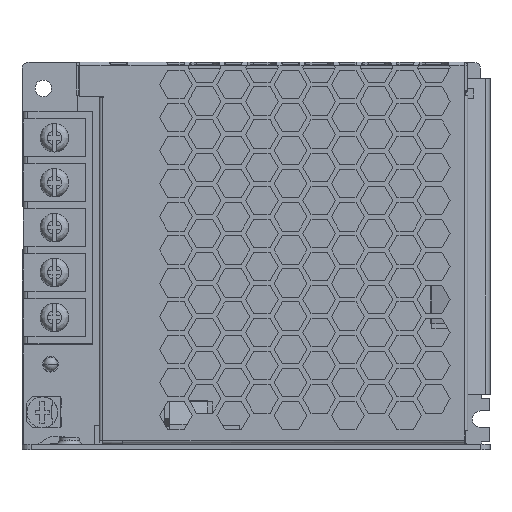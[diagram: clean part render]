
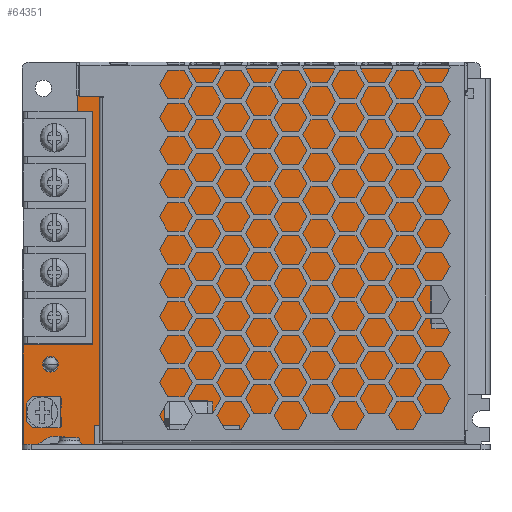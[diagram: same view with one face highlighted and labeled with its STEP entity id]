
A CAD part, top view. The second image highlights one B-rep face of the part: STEP entity #64351.
In plain terms, the highlighted planar face has unit normal (0, 0, 1).
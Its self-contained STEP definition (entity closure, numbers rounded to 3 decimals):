
#64074=DIRECTION('',(0.,1.,0.));
#64075=VECTOR('',#64074,70.4);
#64076=CARTESIAN_POINT('',(-269.417,204.625,
0.));
#64077=LINE('',#64076,#64075);
#64081=DIRECTION('',(1.,0.,0.));
#64082=VECTOR('',#64081,11.483);
#64083=CARTESIAN_POINT('',(-269.417,275.025,
0.));
#64084=LINE('',#64083,#64082);
#64088=DIRECTION('',(0.,1.,0.));
#64089=VECTOR('',#64088,4.062);
#64090=CARTESIAN_POINT('',(-223.617,204.625,0.));
#64091=LINE('',#64090,#64089);
#64095=DIRECTION('',(-1.,0.,0.));
#64096=VECTOR('',#64095,30.8);
#64097=CARTESIAN_POINT('',(-223.617,208.687,0.));
#64098=LINE('',#64097,#64096);
#64102=DIRECTION('',(0.,-1.,0.));
#64103=VECTOR('',#64102,4.062);
#64104=CARTESIAN_POINT('',(-254.417,208.687,0.));
#64105=LINE('',#64104,#64103);
#64130=DIRECTION('',(1.,0.,0.));
#64131=VECTOR('',#64130,15.);
#64132=CARTESIAN_POINT('',(-269.417,204.625,
0.));
#64133=LINE('',#64132,#64131);
#64214=DIRECTION('',(0.,-1.,0.));
#64215=VECTOR('',#64214,9.);
#64216=CARTESIAN_POINT('',(-257.934,284.025,0.));
#64217=LINE('',#64216,#64215);
#64228=DIRECTION('',(-1.,0.,0.));
#64229=VECTOR('',#64228,80.517);
#64230=CARTESIAN_POINT('',(-177.417,284.025,0.));
#64231=LINE('',#64230,#64229);
#64235=DIRECTION('',(0.,1.,0.));
#64236=VECTOR('',#64235,79.4);
#64237=CARTESIAN_POINT('',(-177.417,204.625,0.));
#64238=LINE('',#64237,#64236);
#64256=DIRECTION('',(1.,0.,0.));
#64257=VECTOR('',#64256,46.2);
#64258=CARTESIAN_POINT('',(-223.617,204.625,0.));
#64259=LINE('',#64258,#64257);
#64284=CARTESIAN_POINT('',(-269.417,275.025,
0.));
#64285=CARTESIAN_POINT('',(-257.934,275.025,0.));
#64286=VERTEX_POINT('',#64284);
#64287=VERTEX_POINT('',#64285);
#64288=CARTESIAN_POINT('',(-257.934,284.025,0.));
#64289=VERTEX_POINT('',#64288);
#64290=CARTESIAN_POINT('',(-177.417,284.025,0.));
#64291=VERTEX_POINT('',#64290);
#64292=CARTESIAN_POINT('',(-177.417,204.625,0.));
#64293=VERTEX_POINT('',#64292);
#64294=CARTESIAN_POINT('',(-223.617,204.625,0.));
#64295=VERTEX_POINT('',#64294);
#64296=CARTESIAN_POINT('',(-223.617,208.687,0.));
#64297=VERTEX_POINT('',#64296);
#64298=CARTESIAN_POINT('',(-254.417,208.687,0.));
#64299=VERTEX_POINT('',#64298);
#64300=CARTESIAN_POINT('',(-254.417,204.625,0.));
#64301=VERTEX_POINT('',#64300);
#64302=CARTESIAN_POINT('',(-269.417,204.625,
0.));
#64303=VERTEX_POINT('',#64302);
#64324=CARTESIAN_POINT('',(0.,0.,0.));
#64325=DIRECTION('',(0.,0.,1.));
#64326=DIRECTION('',(1.,0.,0.));
#64327=AXIS2_PLACEMENT_3D('',#64324,#64325,#64326);
#64328=PLANE('',#64327);
#64330=ORIENTED_EDGE('',*,*,#64329,.T.);
#64332=ORIENTED_EDGE('',*,*,#64331,.T.);
#64334=ORIENTED_EDGE('',*,*,#64333,.F.);
#64336=ORIENTED_EDGE('',*,*,#64335,.F.);
#64338=ORIENTED_EDGE('',*,*,#64337,.F.);
#64340=ORIENTED_EDGE('',*,*,#64339,.F.);
#64342=ORIENTED_EDGE('',*,*,#64341,.T.);
#64344=ORIENTED_EDGE('',*,*,#64343,.T.);
#64346=ORIENTED_EDGE('',*,*,#64345,.T.);
#64348=ORIENTED_EDGE('',*,*,#64347,.F.);
#64349=EDGE_LOOP('',(#64330,#64332,#64334,#64336,#64338,#64340,#64342,#64344,
#64346,#64348));
#64350=FACE_OUTER_BOUND('',#64349,.F.);
#64329=EDGE_CURVE('',#64303,#64286,#64077,.T.);
#64331=EDGE_CURVE('',#64286,#64287,#64084,.T.);
#64333=EDGE_CURVE('',#64289,#64287,#64217,.T.);
#64335=EDGE_CURVE('',#64291,#64289,#64231,.T.);
#64337=EDGE_CURVE('',#64293,#64291,#64238,.T.);
#64339=EDGE_CURVE('',#64295,#64293,#64259,.T.);
#64341=EDGE_CURVE('',#64295,#64297,#64091,.T.);
#64343=EDGE_CURVE('',#64297,#64299,#64098,.T.);
#64345=EDGE_CURVE('',#64299,#64301,#64105,.T.);
#64347=EDGE_CURVE('',#64303,#64301,#64133,.T.);
#64351=ADVANCED_FACE('',(#64350),#64328,.T.);
